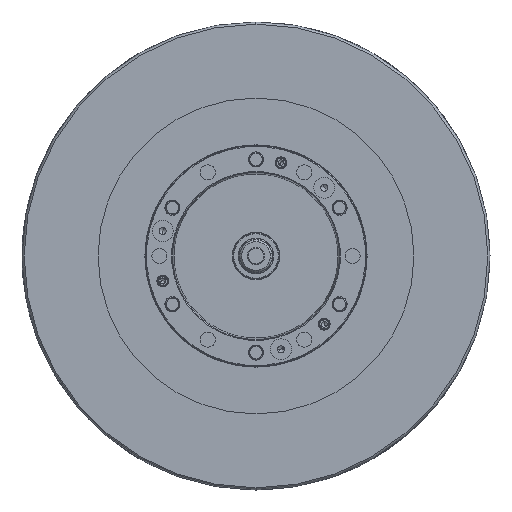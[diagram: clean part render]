
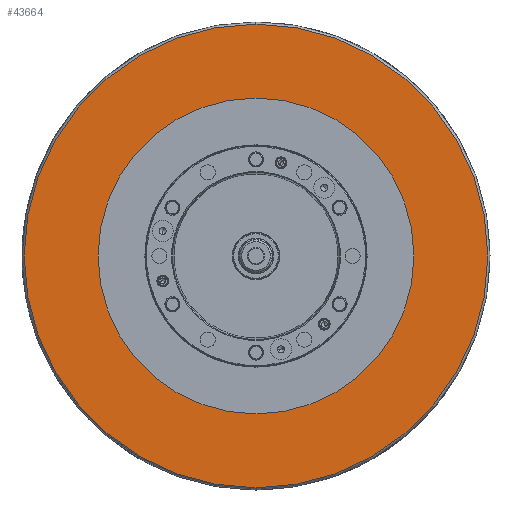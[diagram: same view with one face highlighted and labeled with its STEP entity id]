
A CAD part, left-side view. The second image highlights one B-rep face of the part: STEP entity #43664.
In plain terms, the highlighted planar face has unit normal (-1, 0, 0).
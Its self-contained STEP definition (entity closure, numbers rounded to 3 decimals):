
#1863 = CARTESIAN_POINT ( 'NONE',  ( -62.5, 0., 0. ) ) ;
#2010 = DIRECTION ( 'NONE',  ( 0., 0., 1. ) ) ;
#2191 = AXIS2_PLACEMENT_3D ( 'NONE', #19299, #37430, #15587 ) ;
#3688 = CARTESIAN_POINT ( 'NONE',  ( -62.5, 0., 0. ) ) ;
#5278 = CARTESIAN_POINT ( 'NONE',  ( -62.5, 0., 270. ) ) ;
#6742 = AXIS2_PLACEMENT_3D ( 'NONE', #1863, #20404, #2010 ) ;
#8252 = CIRCLE ( 'NONE', #2191, 270. ) ;
#10857 = CIRCLE ( 'NONE', #37074, 396.242 ) ;
#11656 = CARTESIAN_POINT ( 'NONE',  ( -62.5, 0., -270. ) ) ;
#12038 = DIRECTION ( 'NONE',  ( 1., 0., 0. ) ) ;
#12173 = CARTESIAN_POINT ( 'NONE',  ( -62.5, 0., 0. ) ) ;
#15587 = DIRECTION ( 'NONE',  ( 0., 0., 1. ) ) ;
#15588 = CARTESIAN_POINT ( 'NONE',  ( -62.5, 0., 0. ) ) ;
#16585 = VERTEX_POINT ( 'NONE', #30279 ) ;
#18540 = DIRECTION ( 'NONE',  ( 0., 0., 1. ) ) ;
#19299 = CARTESIAN_POINT ( 'NONE',  ( -62.5, 0., 0. ) ) ;
#20404 = DIRECTION ( 'NONE',  ( -1., 0., 0. ) ) ;
#20976 = EDGE_CURVE ( 'NONE', #38175, #33586, #8252, .T. ) ;
#22139 = EDGE_CURVE ( 'NONE', #33586, #38175, #24923, .T. ) ;
#22442 = CIRCLE ( 'NONE', #43547, 396.242 ) ;
#23198 = EDGE_LOOP ( 'NONE', ( #38051, #24071 ) ) ;
#23538 = EDGE_LOOP ( 'NONE', ( #26141, #42628 ) ) ;
#23988 = PLANE ( 'NONE',  #6742 ) ;
#24071 = ORIENTED_EDGE ( 'NONE', *, *, #41801, .F. ) ;
#24923 = CIRCLE ( 'NONE', #47232, 270. ) ;
#25159 = CARTESIAN_POINT ( 'NONE',  ( -62.5, 0., 396.242 ) ) ;
#26141 = ORIENTED_EDGE ( 'NONE', *, *, #22139, .F. ) ;
#26770 = DIRECTION ( 'NONE',  ( 0., 0., 1. ) ) ;
#30279 = CARTESIAN_POINT ( 'NONE',  ( -62.5, 0., -396.242 ) ) ;
#30810 = EDGE_CURVE ( 'NONE', #16585, #40089, #22442, .T. ) ;
#33290 = FACE_BOUND ( 'NONE', #23538, .T. ) ;
#33586 = VERTEX_POINT ( 'NONE', #5278 ) ;
#34170 = DIRECTION ( 'NONE',  ( 1., 0., 0. ) ) ;
#35020 = FACE_OUTER_BOUND ( 'NONE', #23198, .T. ) ;
#37074 = AXIS2_PLACEMENT_3D ( 'NONE', #15588, #12038, #26770 ) ;
#37430 = DIRECTION ( 'NONE',  ( -1., 0., 0. ) ) ;
#38051 = ORIENTED_EDGE ( 'NONE', *, *, #30810, .F. ) ;
#38175 = VERTEX_POINT ( 'NONE', #11656 ) ;
#40089 = VERTEX_POINT ( 'NONE', #25159 ) ;
#40750 = DIRECTION ( 'NONE',  ( -1., 0., 0. ) ) ;
#41801 = EDGE_CURVE ( 'NONE', #40089, #16585, #10857, .T. ) ;
#41979 = DIRECTION ( 'NONE',  ( 0., 0., 1. ) ) ;
#42628 = ORIENTED_EDGE ( 'NONE', *, *, #20976, .F. ) ;
#43547 = AXIS2_PLACEMENT_3D ( 'NONE', #12173, #34170, #41979 ) ;
#43664 = ADVANCED_FACE ( 'NONE', ( #35020, #33290 ), #23988, .T. ) ;
#47232 = AXIS2_PLACEMENT_3D ( 'NONE', #3688, #40750, #18540 ) ;
